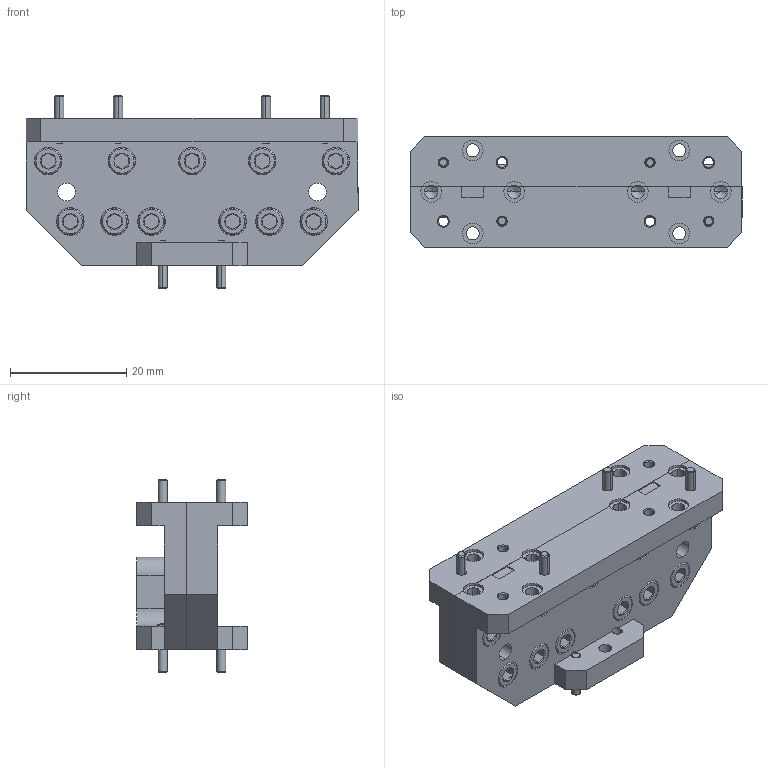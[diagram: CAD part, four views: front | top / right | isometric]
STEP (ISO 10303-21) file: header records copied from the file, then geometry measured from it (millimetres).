
FILE_DESCRIPTION (( 'STEP AP203' ), '1' );
FILE_NAME ('SWP-50375302-15-E2.STEP', '2019-06-25T17:50:16', ( '' ), ( '' ), 'SwSTEP 2.0', 'SolidWorks 2016', '' );
FILE_SCHEMA (( 'CONFIG_CONTROL_DESIGN' ));
Length unit declared in the file: inch
Products named in the file (1): SWP-50375302-15-E2
Bounding box: 57.15 x 19.05 x 33.15 mm (x, y, z)
Volume: 14848.3 mm3; surface area: 11139.7 mm2
Topology: 19 solids, 19 shells, 646 faces, 1516 edges, 924 vertices
Faces by surface type: cylinder 236, plane 208, cone 202
Entity records: 19016 total; most frequent: CARTESIAN_POINT 3757, DIRECTION 3351, ORIENTED_EDGE 3004, EDGE_CURVE 1502, AXIS2_PLACEMENT_3D 1310, VERTEX_POINT 924, EDGE_LOOP 762, LINE 731
